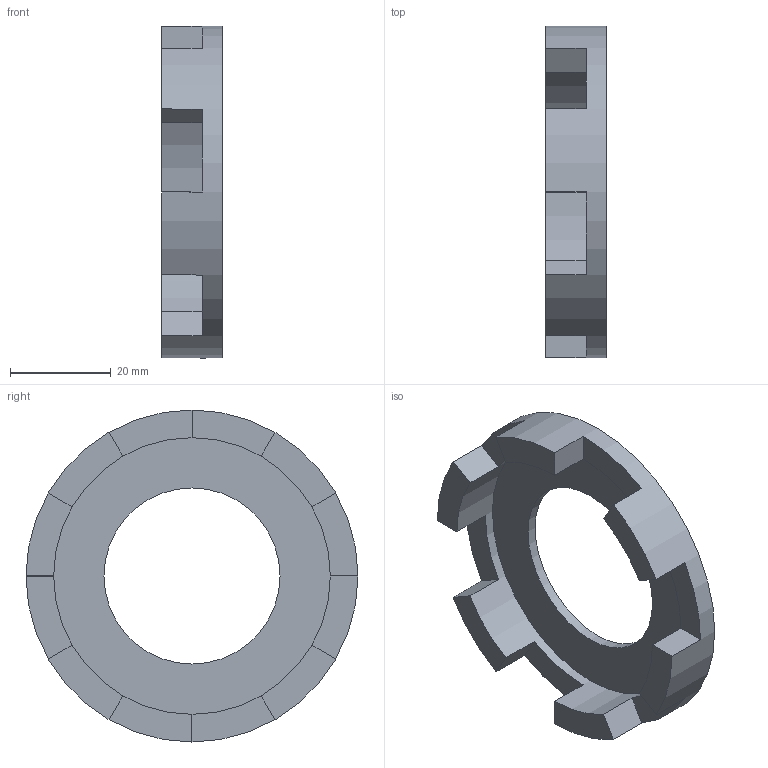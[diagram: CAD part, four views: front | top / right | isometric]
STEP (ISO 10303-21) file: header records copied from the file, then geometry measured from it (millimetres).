
FILE_DESCRIPTION(/* description */ (''),/* implementation_level */ '2;1');
FILE_NAME(/* name */ 'Component8.step',/* time_stamp */ '2023-12-15T19:18:36+05:30',/* author */ (''),/* organization */ (''),/* preprocessor_version */ 'ST-DEVELOPER v20',/* originating_system */ 'Autodesk Translation Framework v12.14.0.127',/* authorisation */ '');
FILE_SCHEMA (('AUTOMOTIVE_DESIGN { 1 0 10303 214 3 1 1 }'));
Length unit declared in the file: millimetre
Products named in the file (1): FusionComponent
Bounding box: 12 x 66 x 66 mm (x, y, z)
Volume: 11190.4 mm3; surface area: 8361.6 mm2
Topology: 1 solids, 1 shells, 29 faces, 79 edges, 52 vertices
Faces by surface type: plane 26, cylinder 3
Full cylindrical faces by diameter (mm): 35 x1, 55 x1, 66 x1
Entity records: 962 total; most frequent: DIRECTION 167, CARTESIAN_POINT 161, ORIENTED_EDGE 158, EDGE_CURVE 79, AXIS2_PLACEMENT_3D 58, VERTEX_POINT 52, LINE 51, VECTOR 51
